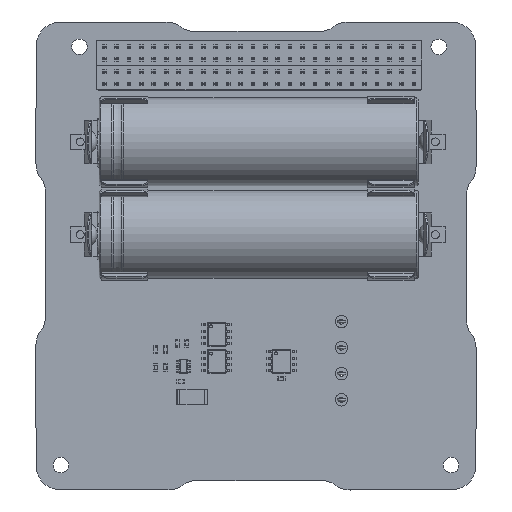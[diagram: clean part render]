
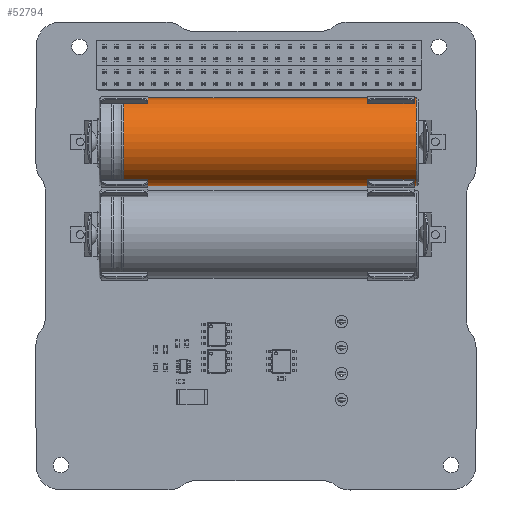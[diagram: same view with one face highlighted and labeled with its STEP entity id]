
A CAD part, top view. The second image highlights one B-rep face of the part: STEP entity #52794.
In plain terms, the highlighted cylindrical face has radius 9 mm (diameter 18 mm), a full revolution.
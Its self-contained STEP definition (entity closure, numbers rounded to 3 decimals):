
#1016=CYLINDRICAL_SURFACE('',#56342,9.);
#1581=CIRCLE('',#56329,9.);
#1582=CIRCLE('',#56330,9.);
#1590=CIRCLE('',#56340,9.);
#1591=CIRCLE('',#56341,9.);
#2349=FACE_OUTER_BOUND('',#5477,.T.);
#5477=EDGE_LOOP('',(#37010,#37011,#37012,#37013,#37014,#37015));
#9005=LINE('',#76601,#15852);
#15852=VECTOR('',#61984,9.);
#22656=VERTEX_POINT('',#76579);
#22657=VERTEX_POINT('',#76580);
#22662=VERTEX_POINT('',#76595);
#22663=VERTEX_POINT('',#76597);
#28054=EDGE_CURVE('',#22656,#22657,#1581,.T.);
#28055=EDGE_CURVE('',#22657,#22656,#1582,.T.);
#28063=EDGE_CURVE('',#22663,#22662,#1590,.T.);
#28064=EDGE_CURVE('',#22662,#22663,#1591,.T.);
#28065=EDGE_CURVE('',#22656,#22663,#9005,.T.);
#37010=ORIENTED_EDGE('',*,*,#28054,.T.);
#37011=ORIENTED_EDGE('',*,*,#28055,.T.);
#37012=ORIENTED_EDGE('',*,*,#28065,.T.);
#37013=ORIENTED_EDGE('',*,*,#28063,.T.);
#37014=ORIENTED_EDGE('',*,*,#28064,.T.);
#37015=ORIENTED_EDGE('',*,*,#28065,.F.);
#52794=ADVANCED_FACE('',(#2349),#1016,.T.);
#56329=AXIS2_PLACEMENT_3D('',#76581,#61956,#61957);
#56330=AXIS2_PLACEMENT_3D('',#76582,#61958,#61959);
#56340=AXIS2_PLACEMENT_3D('',#76598,#61978,#61979);
#56341=AXIS2_PLACEMENT_3D('',#76599,#61980,#61981);
#56342=AXIS2_PLACEMENT_3D('',#76600,#61982,#61983);
#61956=DIRECTION('center_axis',(0.,0.,1.));
#61957=DIRECTION('ref_axis',(1.,0.,0.));
#61958=DIRECTION('center_axis',(0.,0.,1.));
#61959=DIRECTION('ref_axis',(1.,0.,0.));
#61978=DIRECTION('center_axis',(0.,0.,-1.));
#61979=DIRECTION('ref_axis',(1.,0.,0.));
#61980=DIRECTION('center_axis',(0.,0.,-1.));
#61981=DIRECTION('ref_axis',(1.,0.,0.));
#61982=DIRECTION('center_axis',(0.,0.,-1.));
#61983=DIRECTION('ref_axis',(-1.,0.,0.));
#61984=DIRECTION('',(0.,0.,1.));
#76579=CARTESIAN_POINT('',(9.,0.,5.099));
#76580=CARTESIAN_POINT('',(-9.,0.,5.099));
#76581=CARTESIAN_POINT('Origin',(0.,0.,5.099));
#76582=CARTESIAN_POINT('Origin',(0.,0.,5.099));
#76595=CARTESIAN_POINT('',(-9.,0.,65.));
#76597=CARTESIAN_POINT('',(9.,0.,65.));
#76598=CARTESIAN_POINT('Origin',(0.,0.,65.));
#76599=CARTESIAN_POINT('Origin',(0.,0.,65.));
#76600=CARTESIAN_POINT('Origin',(0.,0.,65.4));
#76601=CARTESIAN_POINT('',(9.,0.,65.4));
